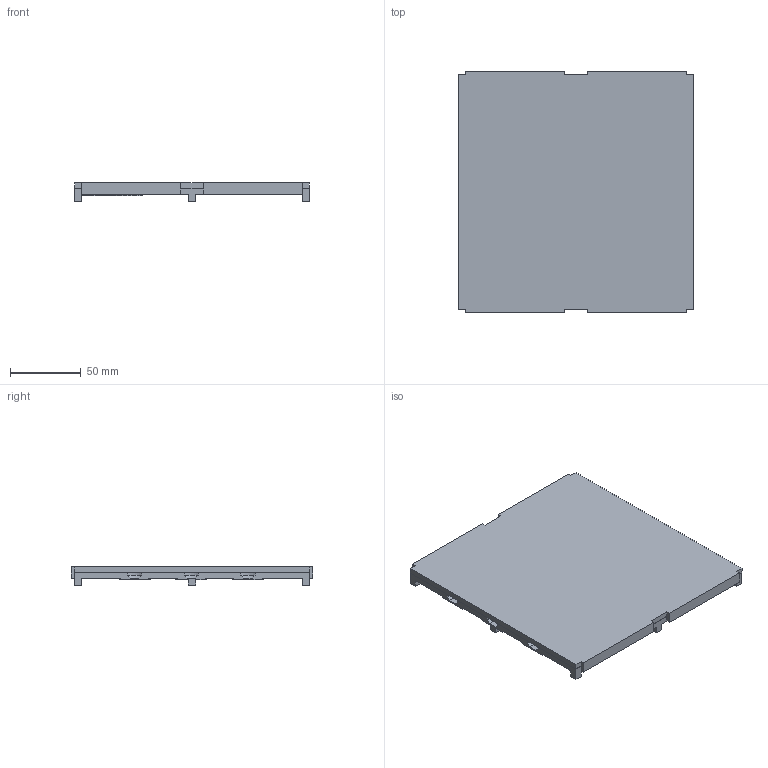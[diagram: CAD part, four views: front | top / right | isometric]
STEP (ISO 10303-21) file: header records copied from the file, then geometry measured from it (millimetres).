
FILE_DESCRIPTION(/* description */ (''),/* implementation_level */ '2;1');
FILE_NAME(/* name */ 'LED Cover v2.step',/* time_stamp */ '2024-04-16T18:28:51+02:00',/* author */ (''),/* organization */ (''),/* preprocessor_version */ 'ST-DEVELOPER v20',/* originating_system */ 'Autodesk Translation Framework v12.20.1.177',/* authorisation */ '');
FILE_SCHEMA (('AUTOMOTIVE_DESIGN { 1 0 10303 214 3 1 1 }'));
Length unit declared in the file: millimetre
Products named in the file (1): LED Cover
Bounding box: 165.8 x 170.8 x 13 mm (x, y, z)
Volume: 181585.3 mm3; surface area: 129754.9 mm2
Topology: 2 solids, 2 shells, 1399 faces, 3397 edges, 2260 vertices
Faces by surface type: plane 1390, cylinder 6, cone 3
Entity records: 40072 total; most frequent: CARTESIAN_POINT 7075, ORIENTED_EDGE 6794, DIRECTION 6206, EDGE_CURVE 3397, LINE 3376, VECTOR 3376, VERTEX_POINT 2260, EDGE_LOOP 1657
